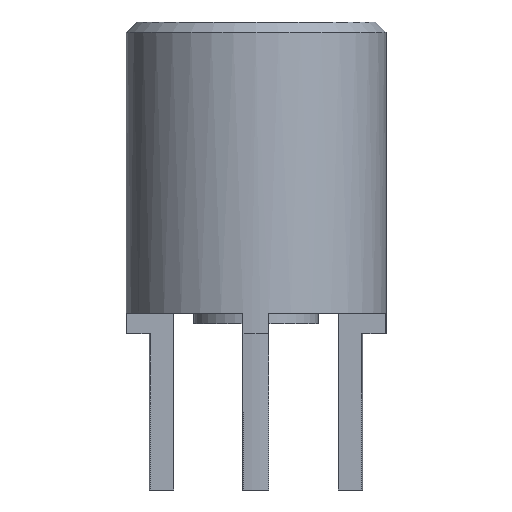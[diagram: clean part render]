
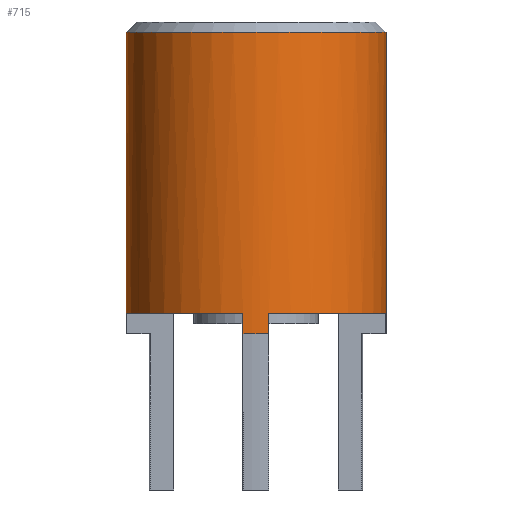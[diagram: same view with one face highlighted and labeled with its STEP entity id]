
A CAD part, front view. The second image highlights one B-rep face of the part: STEP entity #715.
In plain terms, the highlighted cylindrical face has radius 2.5 mm (diameter 5 mm), a partial arc.
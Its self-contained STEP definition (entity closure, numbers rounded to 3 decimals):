
#81 = VERTEX_POINT ( 'NONE', #2726 ) ;
#93 = VERTEX_POINT ( 'NONE', #2027 ) ;
#171 = CARTESIAN_POINT ( 'NONE',  ( -2.487, -0.25, -6. ) ) ;
#196 = ORIENTED_EDGE ( 'NONE', *, *, #4867, .F. ) ;
#237 = VERTEX_POINT ( 'NONE', #3273 ) ;
#272 = CARTESIAN_POINT ( 'NONE',  ( -2.5, 0., 0. ) ) ;
#354 = DIRECTION ( 'NONE',  ( 0., 0., -1. ) ) ;
#420 = EDGE_CURVE ( 'NONE', #576, #81, #1143, .T. ) ;
#533 = ORIENTED_EDGE ( 'NONE', *, *, #1357, .F. ) ;
#576 = VERTEX_POINT ( 'NONE', #2107 ) ;
#686 = VERTEX_POINT ( 'NONE', #2447 ) ;
#714 = DIRECTION ( 'NONE',  ( 1., 0., 0. ) ) ;
#715 = ADVANCED_FACE ( 'NONE', ( #1381 ), #5011, .T. ) ;
#720 = CARTESIAN_POINT ( 'NONE',  ( 0., 0., -5.6 ) ) ;
#741 = DIRECTION ( 'NONE',  ( 1., 0., 0. ) ) ;
#751 = LINE ( 'NONE', #1186, #4914 ) ;
#757 = DIRECTION ( 'NONE',  ( 0., 0., 1. ) ) ;
#848 = VECTOR ( 'NONE', #1966, 1000. ) ;
#930 = VERTEX_POINT ( 'NONE', #2674 ) ;
#966 = LINE ( 'NONE', #272, #848 ) ;
#993 = CARTESIAN_POINT ( 'NONE',  ( -2.5, 0., -6. ) ) ;
#1051 = VERTEX_POINT ( 'NONE', #3079 ) ;
#1110 = AXIS2_PLACEMENT_3D ( 'NONE', #1581, #4401, #1986 ) ;
#1143 = LINE ( 'NONE', #1957, #4251 ) ;
#1156 = ORIENTED_EDGE ( 'NONE', *, *, #420, .T. ) ;
#1186 = CARTESIAN_POINT ( 'NONE',  ( -0.25, -2.487, -6. ) ) ;
#1357 = EDGE_CURVE ( 'NONE', #3303, #93, #3236, .T. ) ;
#1381 = FACE_OUTER_BOUND ( 'NONE', #4235, .T. ) ;
#1507 = AXIS2_PLACEMENT_3D ( 'NONE', #4118, #1696, #4515 ) ;
#1581 = CARTESIAN_POINT ( 'NONE',  ( 0., 0., -0.2 ) ) ;
#1636 = EDGE_CURVE ( 'NONE', #93, #930, #4768, .T. ) ;
#1687 = ORIENTED_EDGE ( 'NONE', *, *, #4497, .T. ) ;
#1692 = VECTOR ( 'NONE', #3861, 1000. ) ;
#1696 = DIRECTION ( 'NONE',  ( 0., 0., 1. ) ) ;
#1786 = CARTESIAN_POINT ( 'NONE',  ( 2.5, 0., 0. ) ) ;
#1802 = AXIS2_PLACEMENT_3D ( 'NONE', #3278, #3932, #714 ) ;
#1957 = CARTESIAN_POINT ( 'NONE',  ( 0.25, -2.487, -6. ) ) ;
#1966 = DIRECTION ( 'NONE',  ( 0., 0., 1. ) ) ;
#1986 = DIRECTION ( 'NONE',  ( 1., 0., 0. ) ) ;
#2027 = CARTESIAN_POINT ( 'NONE',  ( 2.487, -0.25, -6. ) ) ;
#2107 = CARTESIAN_POINT ( 'NONE',  ( 0.25, -2.487, -6. ) ) ;
#2108 = DIRECTION ( 'NONE',  ( 0., 0., -1. ) ) ;
#2109 = AXIS2_PLACEMENT_3D ( 'NONE', #720, #757, #741 ) ;
#2271 = EDGE_CURVE ( 'NONE', #2882, #4139, #2622, .T. ) ;
#2369 = EDGE_CURVE ( 'NONE', #3075, #686, #966, .T. ) ;
#2386 = ORIENTED_EDGE ( 'NONE', *, *, #3418, .T. ) ;
#2442 = CARTESIAN_POINT ( 'NONE',  ( -0.25, -2.487, -6. ) ) ;
#2447 = CARTESIAN_POINT ( 'NONE',  ( -2.5, 0., -0.2 ) ) ;
#2614 = DIRECTION ( 'NONE',  ( 0., 0., 1. ) ) ;
#2622 = CIRCLE ( 'NONE', #2109, 2.5 ) ;
#2674 = CARTESIAN_POINT ( 'NONE',  ( 2.487, -0.25, -5.6 ) ) ;
#2726 = CARTESIAN_POINT ( 'NONE',  ( 0.25, -2.487, -5.6 ) ) ;
#2731 = EDGE_CURVE ( 'NONE', #686, #1051, #5097, .T. ) ;
#2760 = LINE ( 'NONE', #1786, #4755 ) ;
#2807 = CARTESIAN_POINT ( 'NONE',  ( 0., 0., -6. ) ) ;
#2874 = CARTESIAN_POINT ( 'NONE',  ( -2.487, -0.25, -5.6 ) ) ;
#2882 = VERTEX_POINT ( 'NONE', #2874 ) ;
#2976 = CIRCLE ( 'NONE', #1507, 2.5 ) ;
#2983 = VECTOR ( 'NONE', #3052, 1000. ) ;
#3008 = ORIENTED_EDGE ( 'NONE', *, *, #2369, .F. ) ;
#3052 = DIRECTION ( 'NONE',  ( 0., 0., 1. ) ) ;
#3075 = VERTEX_POINT ( 'NONE', #993 ) ;
#3079 = CARTESIAN_POINT ( 'NONE',  ( 2.5, 0., -0.2 ) ) ;
#3232 = DIRECTION ( 'NONE',  ( 0., -1., 0. ) ) ;
#3236 = CIRCLE ( 'NONE', #4305, 2.5 ) ;
#3273 = CARTESIAN_POINT ( 'NONE',  ( -2.487, -0.25, -6. ) ) ;
#3278 = CARTESIAN_POINT ( 'NONE',  ( 0., 0., 0. ) ) ;
#3303 = VERTEX_POINT ( 'NONE', #5202 ) ;
#3418 = EDGE_CURVE ( 'NONE', #3303, #1051, #2760, .T. ) ;
#3484 = ORIENTED_EDGE ( 'NONE', *, *, #2271, .T. ) ;
#3572 = CIRCLE ( 'NONE', #3760, 2.5 ) ;
#3661 = EDGE_CURVE ( 'NONE', #237, #3075, #5028, .T. ) ;
#3730 = EDGE_CURVE ( 'NONE', #4384, #4139, #751, .T. ) ;
#3760 = AXIS2_PLACEMENT_3D ( 'NONE', #4522, #2108, #4897 ) ;
#3861 = DIRECTION ( 'NONE',  ( 0., 0., 1. ) ) ;
#3905 = EDGE_CURVE ( 'NONE', #237, #2882, #5088, .T. ) ;
#3932 = DIRECTION ( 'NONE',  ( 0., 0., 1. ) ) ;
#4118 = CARTESIAN_POINT ( 'NONE',  ( 0., 0., -5.6 ) ) ;
#4139 = VERTEX_POINT ( 'NONE', #5035 ) ;
#4235 = EDGE_LOOP ( 'NONE', ( #3008, #4928, #4293, #3484, #4877, #196, #1156, #1687, #4547, #533, #2386, #4524 ) ) ;
#4251 = VECTOR ( 'NONE', #5051, 1000. ) ;
#4293 = ORIENTED_EDGE ( 'NONE', *, *, #3905, .T. ) ;
#4305 = AXIS2_PLACEMENT_3D ( 'NONE', #4717, #4705, #4687 ) ;
#4384 = VERTEX_POINT ( 'NONE', #2442 ) ;
#4401 = DIRECTION ( 'NONE',  ( 0., 0., 1. ) ) ;
#4415 = DIRECTION ( 'NONE',  ( 0., 0., 1. ) ) ;
#4497 = EDGE_CURVE ( 'NONE', #81, #930, #2976, .T. ) ;
#4515 = DIRECTION ( 'NONE',  ( 1., 0., 0. ) ) ;
#4522 = CARTESIAN_POINT ( 'NONE',  ( 0., 0., -6. ) ) ;
#4524 = ORIENTED_EDGE ( 'NONE', *, *, #2731, .F. ) ;
#4547 = ORIENTED_EDGE ( 'NONE', *, *, #1636, .F. ) ;
#4687 = DIRECTION ( 'NONE',  ( 0., 1., 0. ) ) ;
#4705 = DIRECTION ( 'NONE',  ( 0., 0., -1. ) ) ;
#4717 = CARTESIAN_POINT ( 'NONE',  ( 0., 0., -6. ) ) ;
#4755 = VECTOR ( 'NONE', #2614, 1000. ) ;
#4768 = LINE ( 'NONE', #5075, #1692 ) ;
#4867 = EDGE_CURVE ( 'NONE', #576, #4384, #3572, .T. ) ;
#4877 = ORIENTED_EDGE ( 'NONE', *, *, #3730, .F. ) ;
#4897 = DIRECTION ( 'NONE',  ( 1., 0., 0. ) ) ;
#4914 = VECTOR ( 'NONE', #4415, 1000. ) ;
#4928 = ORIENTED_EDGE ( 'NONE', *, *, #3661, .F. ) ;
#5011 = CYLINDRICAL_SURFACE ( 'NONE', #1802, 2.5 ) ;
#5028 = CIRCLE ( 'NONE', #5123, 2.5 ) ;
#5035 = CARTESIAN_POINT ( 'NONE',  ( -0.25, -2.487, -5.6 ) ) ;
#5051 = DIRECTION ( 'NONE',  ( 0., 0., 1. ) ) ;
#5075 = CARTESIAN_POINT ( 'NONE',  ( 2.487, -0.25, -6. ) ) ;
#5088 = LINE ( 'NONE', #171, #2983 ) ;
#5097 = CIRCLE ( 'NONE', #1110, 2.5 ) ;
#5123 = AXIS2_PLACEMENT_3D ( 'NONE', #2807, #354, #3232 ) ;
#5202 = CARTESIAN_POINT ( 'NONE',  ( 2.5, 0., -6. ) ) ;
